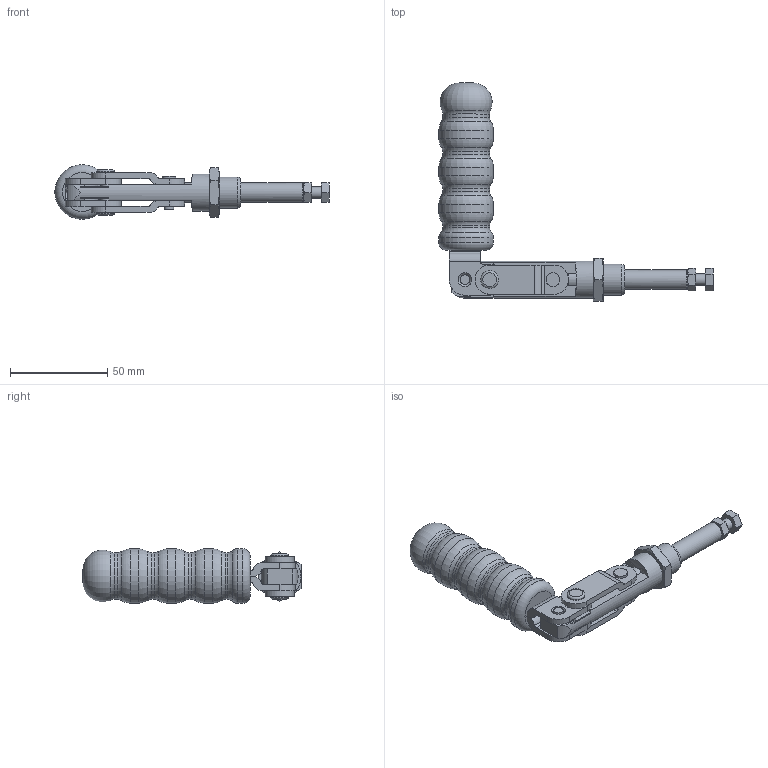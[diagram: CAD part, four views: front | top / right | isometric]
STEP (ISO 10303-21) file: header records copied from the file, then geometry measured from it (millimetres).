
FILE_DESCRIPTION(/* description */ ('Alibre Inc.'),/* implementation_level */ '2;1');
FILE_NAME(/* name */ 'export0',/* time_stamp */ '2012-02-17T12:23:21+01:00',/* author */ (''),/* organization */ (''),/* preprocessor_version */ 'ST-DEVELOPER v12',/* originating_system */ 'Alibre',/* authorisation */ '');
FILE_SCHEMA (('ALIBRE_SCHEMA','CONFIG_CONTROL_DESIGN'));
Length unit declared in the file: millimetre
Products named in the file (1): ID_1
Bounding box: 140.8 x 112 x 28 mm (x, y, z)
Volume: 72022.4 mm3; surface area: 36455.4 mm2
Topology: 14 solids, 14 shells, 220 faces, 523 edges, 337 vertices
Faces by surface type: plane 97, cylinder 77, cone 27, torus 19
Full cylindrical faces by diameter (mm): 4.95 x1, 4.96 x4, 5 x1, 5.1 x7, 5.5 x1, 6 x1, 6.96 x3, 7 x1, 7.1 x3, 9.1 x2, 9.96 x1, 10 x1, 15 x1, 16 x1, 19 x1, 24 x4, 28 x4
Entity records: 12217 total; most frequent: CARTESIAN_POINT 2736, ORIENTED_EDGE 1772, DIRECTION 1569, EDGE_CURVE 886, AXIS2_PLACEMENT_3D 723, VERTEX_POINT 644, FACE_BOUND 640, EDGE_LOOP 636
